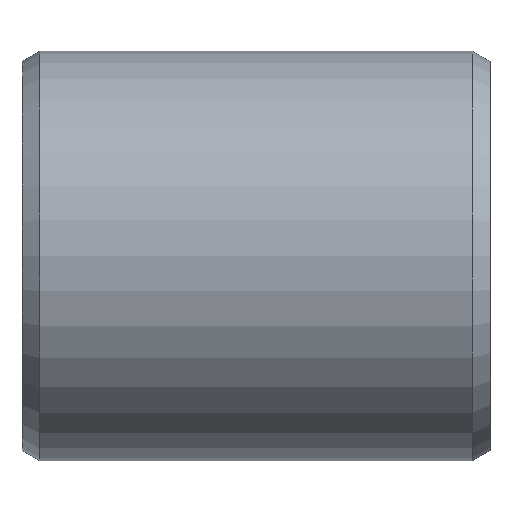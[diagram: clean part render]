
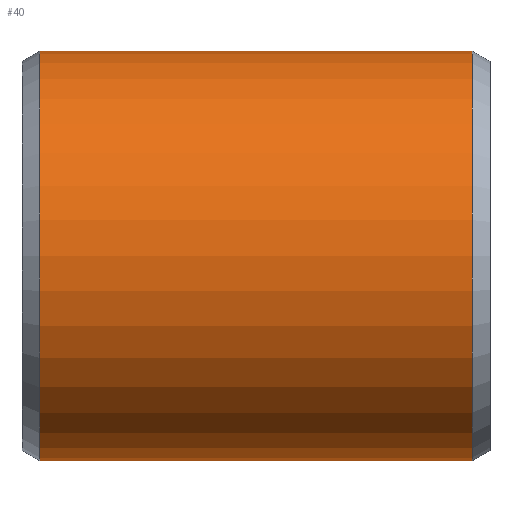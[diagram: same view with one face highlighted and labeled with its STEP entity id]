
A CAD part, top view. The second image highlights one B-rep face of the part: STEP entity #40.
In plain terms, the highlighted cylindrical face has radius 3.5 mm (diameter 7 mm), a partial arc.
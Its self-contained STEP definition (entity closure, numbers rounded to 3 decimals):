
#40=ADVANCED_FACE('',(#86),#87,.T.);
#86=FACE_OUTER_BOUND('',#137,.T.);
#87=CYLINDRICAL_SURFACE('',#138,3.5);
#137=EDGE_LOOP('',(#187,#188,#189,#190));
#138=AXIS2_PLACEMENT_3D('',#191,#192,#193);
#187=ORIENTED_EDGE('',*,*,#296,.F.);
#188=ORIENTED_EDGE('',*,*,#297,.T.);
#189=ORIENTED_EDGE('',*,*,#298,.F.);
#190=ORIENTED_EDGE('',*,*,#292,.F.);
#191=CARTESIAN_POINT('',(4.0,0.0,0.0));
#192=DIRECTION('',(1.0,0.0,0.0));
#193=DIRECTION('',(0.0,1.0,0.0));
#292=EDGE_CURVE('',#333,#336,#337,.T.);
#296=EDGE_CURVE('',#342,#333,#343,.T.);
#297=EDGE_CURVE('',#342,#344,#345,.T.);
#298=EDGE_CURVE('',#336,#344,#346,.T.);
#333=VERTEX_POINT('',#391);
#336=VERTEX_POINT('',#395);
#337=CIRCLE('',#396,3.5);
#342=VERTEX_POINT('',#402);
#343=LINE('',#403,#404);
#344=VERTEX_POINT('',#405);
#345=CIRCLE('',#406,3.5);
#346=LINE('',#407,#408);
#391=CARTESIAN_POINT('',(7.7,3.5,0.0));
#395=CARTESIAN_POINT('',(7.7,-3.5,0.));
#396=AXIS2_PLACEMENT_3D('',#461,#462,#463);
#402=CARTESIAN_POINT('',(0.3,3.5,0.0));
#403=CARTESIAN_POINT('',(4.0,3.5,0.));
#404=VECTOR('',#468,1.0);
#405=CARTESIAN_POINT('',(0.3,-3.5,0.));
#406=AXIS2_PLACEMENT_3D('',#469,#470,#471);
#407=CARTESIAN_POINT('',(4.0,-3.5,0.));
#408=VECTOR('',#472,1.0);
#461=CARTESIAN_POINT('',(7.7,0.0,0.0));
#462=DIRECTION('',(1.0,0.0,0.0));
#463=DIRECTION('',(0.0,1.0,0.0));
#468=DIRECTION('',(1.0,0.0,0.0));
#469=CARTESIAN_POINT('',(0.3,0.0,0.0));
#470=DIRECTION('',(1.0,0.0,0.0));
#471=DIRECTION('',(0.0,1.0,0.0));
#472=DIRECTION('',(-1.0,-0.0,-0.0));
